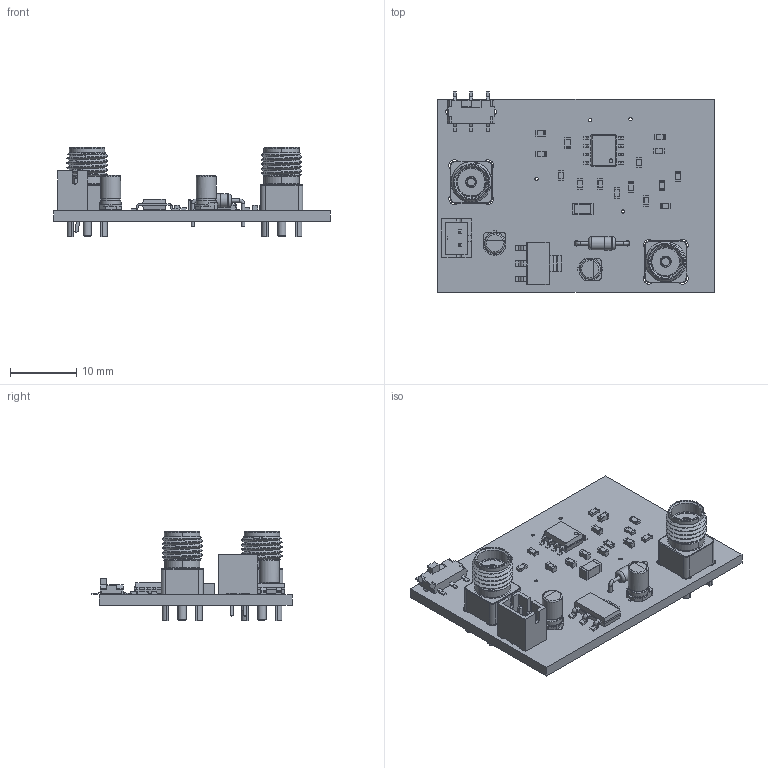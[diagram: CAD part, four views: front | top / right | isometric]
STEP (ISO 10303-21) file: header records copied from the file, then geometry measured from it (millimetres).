
FILE_DESCRIPTION(('KiCad electronic assembly'),'2;1');
FILE_NAME('8307.step','2018-09-02T00:55:21',('An Author'),('A Company'), 'Open CASCADE STEP processor 6.9','KiCad to STEP converter','Unknown' );
FILE_SCHEMA(('AUTOMOTIVE_DESIGN { 1 0 10303 214 1 1 1 1 }'));
Length unit declared in the file: millimetre
Products named in the file (26): Open CASCADE STEP translator 6.9 1; C_0603_1608Metric; SOLID; R_0603_1608Metric; JST_PH_B2B-PH-K_1x02_P2.00mm_Vertical; 221789-1; CP_Elec_3x5.3; D_DO-35_SOD27_P7.62mm_Horizontal; COMPOUND; ayz-dpdt; L_1206_3216Metric; SOT-223; SOIC-8_3.9x4.9mm_P1.27mm
Assembly tree (40 placements, depth 3):
  Open CASCADE STEP translator 6.9 1
    C_0603_1608Metric  x7
      SOLID
    R_0603_1608Metric  x8
      SOLID
    JST_PH_B2B-PH-K_1x02_P2.00mm_Vertical
      SOLID
    221789-1  x2
      SOLID
      SOLID
      SOLID
      SOLID
      SOLID
    CP_Elec_3x5.3  x2
      SOLID
    D_DO-35_SOD27_P7.62mm_Horizontal
      COMPOUND
    ayz-dpdt
      COMPOUND
    L_1206_3216Metric
      SOLID
    SOT-223
      SOLID
    SOIC-8_3.9x4.9mm_P1.27mm
      SOLID
    COMPOUND
Bounding box: 41.91 x 30.3 x 13.6 mm (x, y, z)
Volume: 2734.3 mm3; surface area: 4892.1 mm2
Topology: 34 solids, 43 shells, 1169 faces, 3001 edges, 1950 vertices
Faces by surface type: plane 720, cylinder 339, bspline 56, cone 26, torus 26, revolution 2
Full cylindrical faces by diameter (mm): 0.5 x7, 0.6 x1, 0.8 x2, 0.9 x2, 1.2 x2, 1.27 x2, 1.5 x2, 1.6 x4, 1.7 x8, 2 x2, 2.02 x1, 3 x4, 3.5 x2, 3.6 x2, 4.2 x4, 4.6 x2, 5.019 x2, 5.256 x2
Entity records: 49394 total; most frequent: CARTESIAN_POINT 10865, DIRECTION 6482, LINE 4276, VECTOR 4276, ORIENTED_EDGE 3414, PCURVE 3414, DEFINITIONAL_REPRESENTATION 3414, EDGE_CURVE 1775
